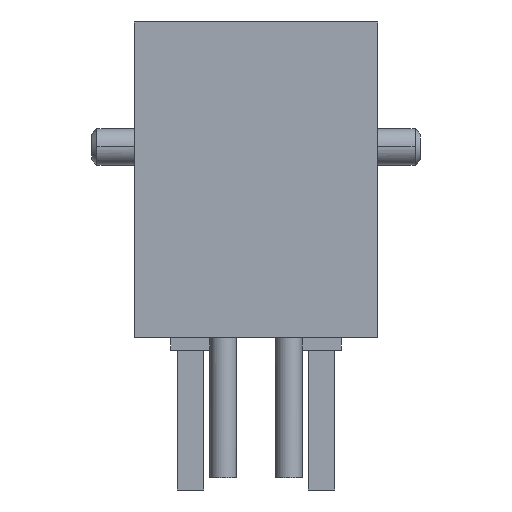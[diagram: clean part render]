
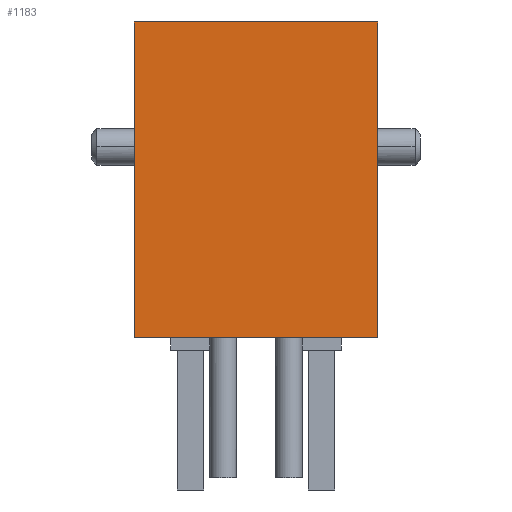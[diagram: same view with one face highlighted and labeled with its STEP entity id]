
A CAD part, front view. The second image highlights one B-rep face of the part: STEP entity #1183.
In plain terms, the highlighted planar face has unit normal (0, -1, 0).
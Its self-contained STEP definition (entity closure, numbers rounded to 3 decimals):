
#87=PLANE('',#3549);
#1183=ADVANCED_FACE('',(#1287),#87,.T.);
#1287=FACE_OUTER_BOUND('',#1402,.T.);
#1402=EDGE_LOOP('',(#1927,#1928,#1929,#1930));
#1927=ORIENTED_EDGE('',*,*,#2427,.T.);
#1928=ORIENTED_EDGE('',*,*,#2428,.T.);
#1929=ORIENTED_EDGE('',*,*,#2429,.T.);
#1930=ORIENTED_EDGE('',*,*,#2430,.T.);
#2427=EDGE_CURVE('',#3401,#3402,#2927,.T.);
#2428=EDGE_CURVE('',#3402,#3403,#2928,.T.);
#2429=EDGE_CURVE('',#3403,#3404,#2929,.T.);
#2430=EDGE_CURVE('',#3404,#3401,#2930,.T.);
#2927=B_SPLINE_CURVE_WITH_KNOTS('',1,(#6464,#6465),.UNSPECIFIED.,.F.,.F.,
(2,2),(0.,6.1),.UNSPECIFIED.);
#2928=B_SPLINE_CURVE_WITH_KNOTS('',1,(#6466,#6467),.UNSPECIFIED.,.F.,.F.,
(2,2),(-4.7,0.),.UNSPECIFIED.);
#2929=B_SPLINE_CURVE_WITH_KNOTS('',1,(#6468,#6469),.UNSPECIFIED.,.F.,.F.,
(2,2),(-6.1,0.),.UNSPECIFIED.);
#2930=B_SPLINE_CURVE_WITH_KNOTS('',1,(#6470,#6471),.UNSPECIFIED.,.F.,.F.,
(2,2),(-4.7,0.),.UNSPECIFIED.);
#3401=VERTEX_POINT('',#6460);
#3402=VERTEX_POINT('',#6461);
#3403=VERTEX_POINT('',#6462);
#3404=VERTEX_POINT('',#6463);
#3549=AXIS2_PLACEMENT_3D('',#6459,#3617,$);
#3617=DIRECTION('',(0.,-1.,0.));
#6459=CARTESIAN_POINT('',(-2.824,-3.877,3.031));
#6460=CARTESIAN_POINT('',(-2.35,-3.877,2.417));
#6461=CARTESIAN_POINT('',(-2.35,-3.877,-3.683));
#6462=CARTESIAN_POINT('',(2.35,-3.877,-3.683));
#6463=CARTESIAN_POINT('',(2.35,-3.877,2.417));
#6464=CARTESIAN_POINT('',(-2.35,-3.877,2.417));
#6465=CARTESIAN_POINT('',(-2.35,-3.877,-3.683));
#6466=CARTESIAN_POINT('',(-2.35,-3.877,-3.683));
#6467=CARTESIAN_POINT('',(2.35,-3.877,-3.683));
#6468=CARTESIAN_POINT('',(2.35,-3.877,-3.683));
#6469=CARTESIAN_POINT('',(2.35,-3.877,2.417));
#6470=CARTESIAN_POINT('',(2.35,-3.877,2.417));
#6471=CARTESIAN_POINT('',(-2.35,-3.877,2.417));
